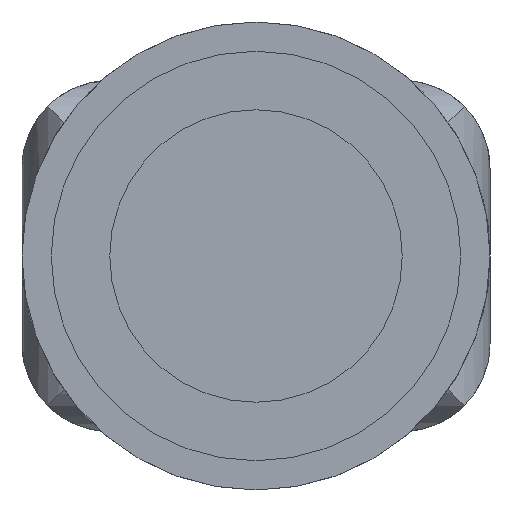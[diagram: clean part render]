
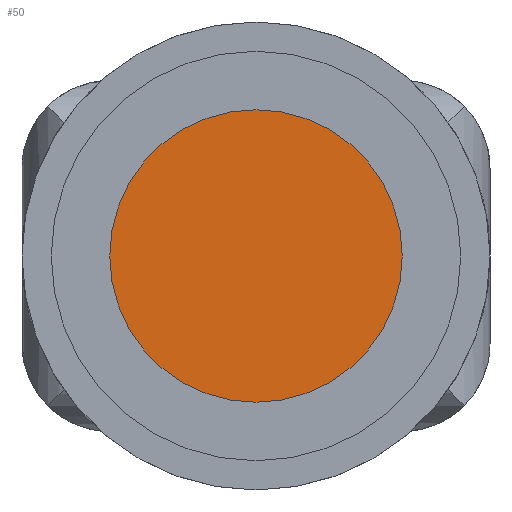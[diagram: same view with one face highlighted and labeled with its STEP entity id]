
A CAD part, left-side view. The second image highlights one B-rep face of the part: STEP entity #50.
In plain terms, the highlighted planar face has unit normal (-1, 0, 0).
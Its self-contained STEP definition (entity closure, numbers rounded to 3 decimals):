
#50=ADVANCED_FACE('',(#77),#78,.F.);
#77=FACE_OUTER_BOUND('',#123,.T.);
#78=PLANE('',#124);
#123=EDGE_LOOP('',(#193,#194));
#124=AXIS2_PLACEMENT_3D('',#195,#196,#197);
#193=ORIENTED_EDGE('',*,*,#364,.F.);
#194=ORIENTED_EDGE('',*,*,#368,.F.);
#195=CARTESIAN_POINT('',(28.0,0.0,0.0));
#196=DIRECTION('',(1.0,0.0,0.0));
#197=DIRECTION('',(0.0,0.0,-1.0));
#364=EDGE_CURVE('',#437,#440,#441,.T.);
#368=EDGE_CURVE('',#440,#437,#446,.T.);
#437=VERTEX_POINT('',#571);
#440=VERTEX_POINT('',#575);
#441=CIRCLE('',#576,5.0);
#446=CIRCLE('',#582,5.0);
#571=CARTESIAN_POINT('',(28.0,0.0,-5.0));
#575=CARTESIAN_POINT('',(28.0,0.,5.0));
#576=AXIS2_PLACEMENT_3D('',#706,#707,#708);
#582=AXIS2_PLACEMENT_3D('',#716,#717,#718);
#706=CARTESIAN_POINT('',(28.0,0.0,0.0));
#707=DIRECTION('',(1.0,0.0,0.0));
#708=DIRECTION('',(0.0,0.0,-1.0));
#716=CARTESIAN_POINT('',(28.0,0.0,0.0));
#717=DIRECTION('',(1.0,0.0,0.0));
#718=DIRECTION('',(0.0,0.0,-1.0));
